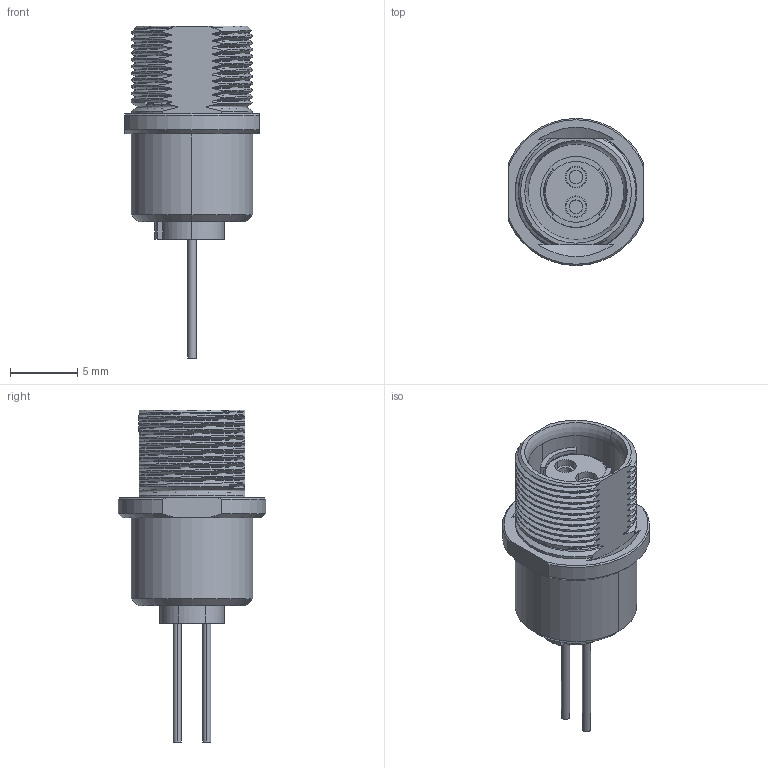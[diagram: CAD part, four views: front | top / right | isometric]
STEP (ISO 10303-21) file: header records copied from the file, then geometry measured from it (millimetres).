
FILE_DESCRIPTION((''),'2;1');
FILE_NAME('FISCHER_DBPC 102 A051-230_a.stp','2014-07-29T17:49:58',(''),(''),'Mechanical Desktop 2011','Mechanical Desktop 2011',', , ');
FILE_SCHEMA(('AUTOMOTIVE_DESIGN { 1 2 10303 214 1 1 1 1 }'));
Length unit declared in the file: millimetre
Products named in the file (1): Product
Bounding box: 10 x 10.9 x 24.6 mm (x, y, z)
Volume: 689 mm3; surface area: 1661.4 mm2
Topology: 8 solids, 8 shells, 207 faces, 556 edges, 376 vertices
Faces by surface type: bspline 74, cylinder 71, plane 41, cone 15, torus 6
Entity records: 12719 total; most frequent: CARTESIAN_POINT 8103, ORIENTED_EDGE 1112, DIRECTION 673, EDGE_CURVE 556, VERTEX_POINT 376, AXIS2_PLACEMENT_3D 268, B_SPLINE_CURVE_WITH_KNOTS 266, EDGE_LOOP 226
